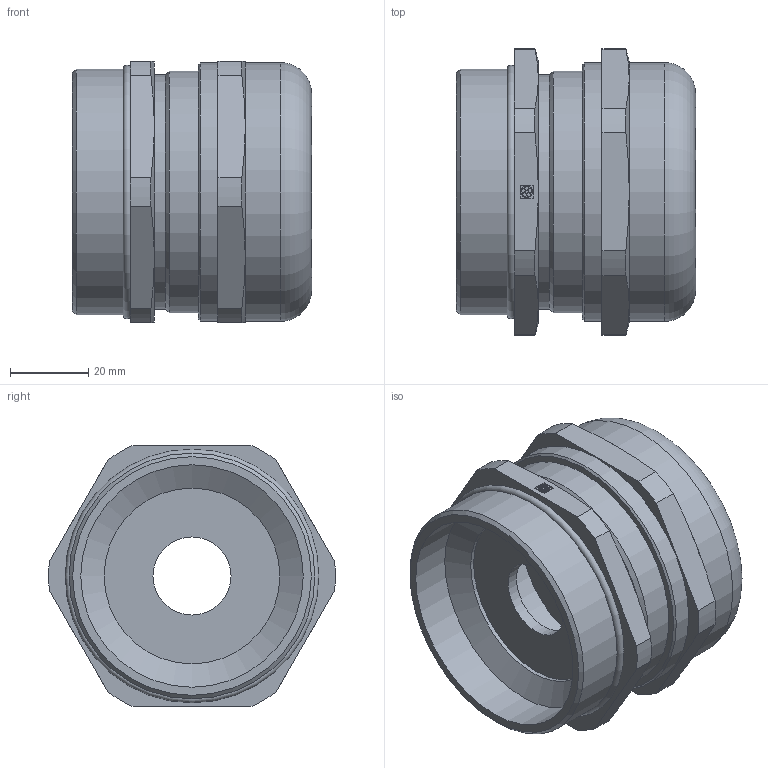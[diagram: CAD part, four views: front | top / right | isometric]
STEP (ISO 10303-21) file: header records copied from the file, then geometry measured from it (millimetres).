
FILE_DESCRIPTION( ( 'STEP AP214' ), '1' );
FILE_NAME( 'SKINTOP MS-M BRUSH M 63x1,5 Art. Nr. 53112680(F=34,G=20).stp', '2020-06-03T10:22:19', ( 'License CC BY-ND 4.0' ), ( 'CADENAS' ), ' ', 'PARTsolutions', ' ' );
FILE_SCHEMA( ( 'AUTOMOTIVE_DESIGN { 1 0 10303 214 1 1 1 1 }' ) );
Length unit declared in the file: millimetre
Products named in the file (1): _SKINTOP MS-M BRUSH M 63x1,5      Art. Nr. 53112680(F=34,G=20)
Bounding box: 61.3 x 73.46 x 67 mm (x, y, z)
Volume: 108481.6 mm3; surface area: 31589 mm2
Topology: 1 solids, 1 shells, 92 faces, 215 edges, 136 vertices
Faces by surface type: plane 39, cylinder 33, cone 17, torus 3
Full cylindrical faces by diameter (mm): 20 x1, 34 x1, 45.04 x3, 57 x1, 60 x1, 62 x1, 63 x1, 66.33 x2
Entity records: 3364 total; most frequent: CARTESIAN_POINT 546, DIRECTION 442, ORIENTED_EDGE 392, EDGE_CURVE 196, AXIS2_PLACEMENT_3D 177, VERTEX_POINT 137, EDGE_LOOP 124, FACE_OUTER_BOUND 106
